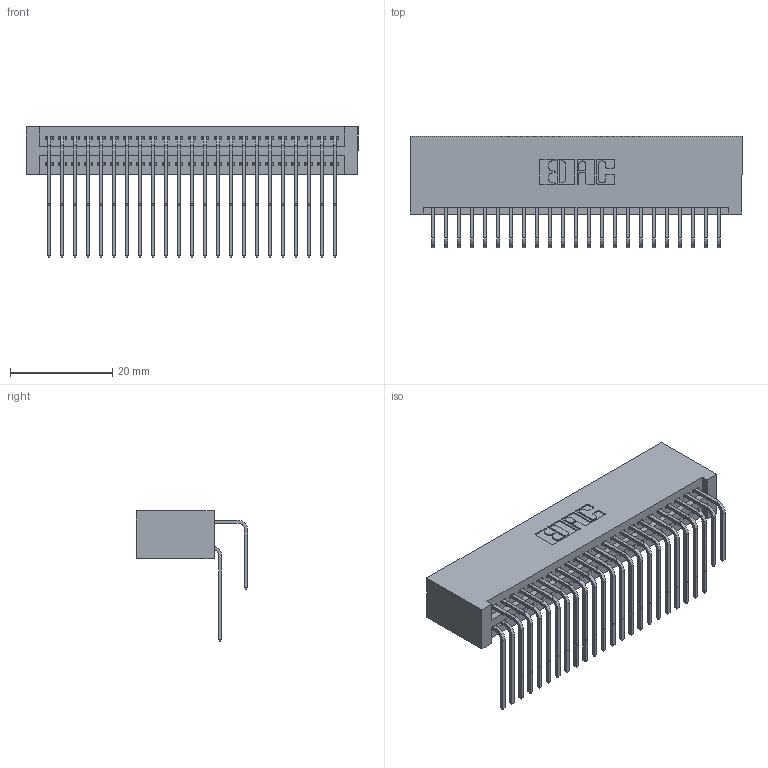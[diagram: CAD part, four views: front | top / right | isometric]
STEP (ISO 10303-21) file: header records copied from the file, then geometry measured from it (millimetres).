
FILE_DESCRIPTION (( 'STEP AP203' ), '1' );
FILE_NAME ('345-046-558-201.STEP', '2019-10-29T02:59:43', ( '' ), ( '' ), 'SwSTEP 2.0', 'SolidWorks 2016', '' );
FILE_SCHEMA (( 'CONFIG_CONTROL_DESIGN' ));
Length unit declared in the file: inch
Products named in the file (4): 345-046-558-201; 345 Part_No Mounting Lugs; 345-292-001_558 Tail - 2; 345-292-001_558 559 Tail - 1
Assembly tree (47 placements, depth 2):
  345-046-558-201
    345 Part_No Mounting Lugs
    345-292-001_558 559 Tail - 1  x23
    345-292-001_558 Tail - 2  x23
Bounding box: 65.02 x 21.83 x 25.53 mm (x, y, z)
Volume: 7021.4 mm3; surface area: 11561.9 mm2
Topology: 47 solids, 47 shells, 2510 faces, 7447 edges, 4902 vertices
Faces by surface type: plane 1686, cylinder 824
Entity records: 21979 total; most frequent: CARTESIAN_POINT 3747, ORIENTED_EDGE 3630, DIRECTION 3295, EDGE_CURVE 1815, VECTOR 1559, LINE 1559, VERTEX_POINT 1206, AXIS2_PLACEMENT_3D 868
